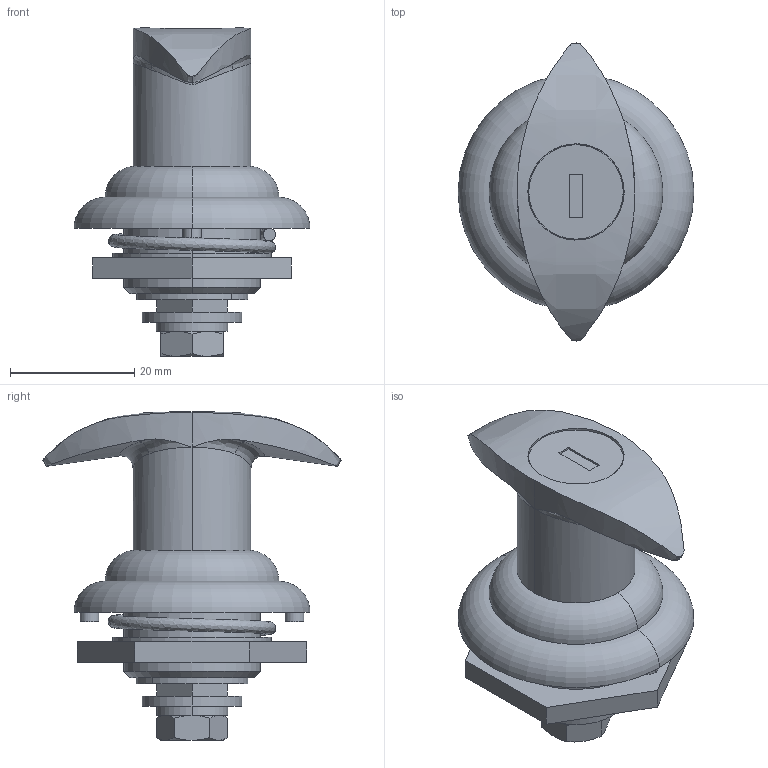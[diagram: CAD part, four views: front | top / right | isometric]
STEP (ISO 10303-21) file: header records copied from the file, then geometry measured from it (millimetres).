
FILE_DESCRIPTION (( 'STEP AP203' ), '1' );
FILE_NAME ('A-18-1.STEP', '2022-08-31T01:32:10', ( '' ), ( '' ), 'SwSTEP 2.0', 'SolidWorks 2021', '' );
FILE_SCHEMA (( 'CONFIG_CONTROL_DESIGN' ));
Length unit declared in the file: millimetre
Products named in the file (9): A-18-1_0200_公開用__0200-4; A-18-1_AC-25-W-5_spacer_; A-18-1_ring washer__ASSY; A-18-1; A-18-1_body_; A-18-1_hex nut_; A-18-1_hex head bolt_ver1.06__M6x12十字穴付六角ボルト(鉄)SWシングルセムス(P2); A-18-1_base_; A-18-1_washer_
Assembly tree (8 placements, depth 2):
  A-18-1
    A-18-1_base_
    A-18-1_body_
    A-18-1_ring washer__ASSY
    A-18-1_hex nut_
    A-18-1_AC-25-W-5_spacer_
    A-18-1_washer_
    A-18-1_hex head bolt_ver1.06__M6x12十字穴付六角ボルト(鉄)SWシングルセムス(P2)
    A-18-1_0200_公開用__0200-4
Bounding box: 38 x 48 x 52.9 mm (x, y, z)
Volume: 22291.5 mm3; surface area: 14144.4 mm2
Topology: 8 solids, 8 shells, 175 faces, 402 edges, 255 vertices
Faces by surface type: plane 83, cylinder 47, bspline 23, cone 18, torus 4
Entity records: 8460 total; most frequent: CARTESIAN_POINT 3650, ORIENTED_EDGE 800, DIRECTION 784, EDGE_CURVE 400, AXIS2_PLACEMENT_3D 295, VERTEX_POINT 255, EDGE_LOOP 197, VECTOR 194
